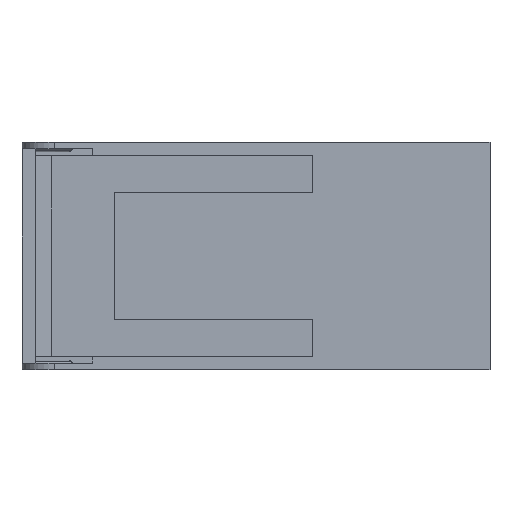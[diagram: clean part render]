
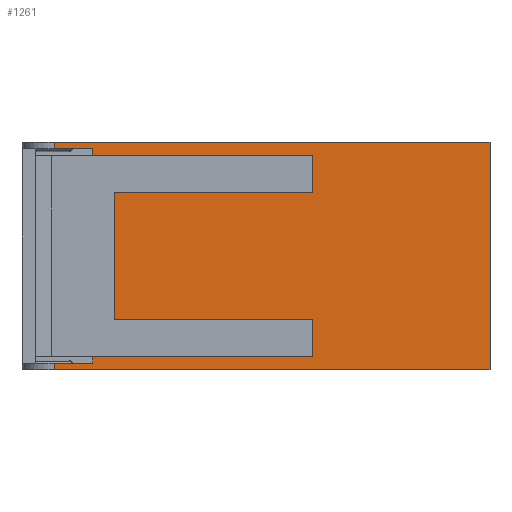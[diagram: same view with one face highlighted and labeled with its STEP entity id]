
A CAD part, top view. The second image highlights one B-rep face of the part: STEP entity #1261.
In plain terms, the highlighted planar face has unit normal (0, 0, 1).
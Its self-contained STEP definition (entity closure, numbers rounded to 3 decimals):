
#25=PLANE('',#1345);
#83=FACE_OUTER_BOUND('',#148,.T.);
#148=EDGE_LOOP('',(#909,#910,#911,#912,#913,#914,#915,#916,#917,#918,#919,
#920,#921,#922,#923,#924));
#222=LINE('',#1785,#391);
#223=LINE('',#1789,#392);
#224=LINE('',#1793,#393);
#235=LINE('',#1817,#404);
#236=LINE('',#1819,#405);
#237=LINE('',#1821,#406);
#238=LINE('',#1823,#407);
#239=LINE('',#1825,#408);
#240=LINE('',#1827,#409);
#241=LINE('',#1829,#410);
#242=LINE('',#1831,#411);
#243=LINE('',#1833,#412);
#244=LINE('',#1835,#413);
#245=LINE('',#1837,#414);
#246=LINE('',#1839,#415);
#247=LINE('',#1840,#416);
#391=VECTOR('',#1441,10.);
#392=VECTOR('',#1446,10.);
#393=VECTOR('',#1451,10.);
#404=VECTOR('',#1466,10.);
#405=VECTOR('',#1467,10.);
#406=VECTOR('',#1468,10.);
#407=VECTOR('',#1469,10.);
#408=VECTOR('',#1470,10.);
#409=VECTOR('',#1471,10.);
#410=VECTOR('',#1472,10.);
#411=VECTOR('',#1473,10.);
#412=VECTOR('',#1474,10.);
#413=VECTOR('',#1475,10.);
#414=VECTOR('',#1476,10.);
#415=VECTOR('',#1477,10.);
#416=VECTOR('',#1478,10.);
#574=VERTEX_POINT('',#1782);
#575=VERTEX_POINT('',#1784);
#576=VERTEX_POINT('',#1788);
#577=VERTEX_POINT('',#1792);
#588=VERTEX_POINT('',#1816);
#589=VERTEX_POINT('',#1818);
#590=VERTEX_POINT('',#1820);
#591=VERTEX_POINT('',#1822);
#592=VERTEX_POINT('',#1824);
#593=VERTEX_POINT('',#1826);
#594=VERTEX_POINT('',#1828);
#595=VERTEX_POINT('',#1830);
#596=VERTEX_POINT('',#1832);
#597=VERTEX_POINT('',#1834);
#598=VERTEX_POINT('',#1836);
#599=VERTEX_POINT('',#1838);
#699=EDGE_CURVE('',#575,#574,#222,.T.);
#701=EDGE_CURVE('',#575,#576,#223,.T.);
#703=EDGE_CURVE('',#577,#576,#224,.T.);
#715=EDGE_CURVE('',#588,#574,#235,.F.);
#716=EDGE_CURVE('',#588,#589,#236,.T.);
#717=EDGE_CURVE('',#590,#589,#237,.T.);
#718=EDGE_CURVE('',#591,#590,#238,.T.);
#719=EDGE_CURVE('',#591,#592,#239,.T.);
#720=EDGE_CURVE('',#592,#593,#240,.T.);
#721=EDGE_CURVE('',#593,#594,#241,.T.);
#722=EDGE_CURVE('',#594,#595,#242,.T.);
#723=EDGE_CURVE('',#595,#596,#243,.F.);
#724=EDGE_CURVE('',#596,#597,#244,.T.);
#725=EDGE_CURVE('',#597,#598,#245,.T.);
#726=EDGE_CURVE('',#598,#599,#246,.T.);
#727=EDGE_CURVE('',#599,#577,#247,.T.);
#909=ORIENTED_EDGE('',*,*,#701,.F.);
#910=ORIENTED_EDGE('',*,*,#699,.T.);
#911=ORIENTED_EDGE('',*,*,#715,.F.);
#912=ORIENTED_EDGE('',*,*,#716,.T.);
#913=ORIENTED_EDGE('',*,*,#717,.F.);
#914=ORIENTED_EDGE('',*,*,#718,.F.);
#915=ORIENTED_EDGE('',*,*,#719,.T.);
#916=ORIENTED_EDGE('',*,*,#720,.T.);
#917=ORIENTED_EDGE('',*,*,#721,.T.);
#918=ORIENTED_EDGE('',*,*,#722,.T.);
#919=ORIENTED_EDGE('',*,*,#723,.T.);
#920=ORIENTED_EDGE('',*,*,#724,.T.);
#921=ORIENTED_EDGE('',*,*,#725,.T.);
#922=ORIENTED_EDGE('',*,*,#726,.T.);
#923=ORIENTED_EDGE('',*,*,#727,.T.);
#924=ORIENTED_EDGE('',*,*,#703,.T.);
#1261=ADVANCED_FACE('',(#83),#25,.T.);
#1345=AXIS2_PLACEMENT_3D('',#1815,#1464,#1465);
#1441=DIRECTION('',(1.,0.,0.));
#1446=DIRECTION('',(0.,1.,0.));
#1451=DIRECTION('',(-1.,0.,0.));
#1464=DIRECTION('center_axis',(0.,0.,1.));
#1465=DIRECTION('ref_axis',(0.,-1.,0.));
#1466=DIRECTION('',(0.,1.,0.));
#1467=DIRECTION('',(-1.,0.,0.));
#1468=DIRECTION('',(0.,1.,0.));
#1469=DIRECTION('',(-1.,0.,0.));
#1470=DIRECTION('',(0.,-1.,0.));
#1471=DIRECTION('',(1.,0.,0.));
#1472=DIRECTION('',(0.,-1.,0.));
#1473=DIRECTION('',(-1.,0.,0.));
#1474=DIRECTION('',(0.,1.,0.));
#1475=DIRECTION('',(1.,0.,0.));
#1476=DIRECTION('',(0.,-1.,0.));
#1477=DIRECTION('',(-1.,0.,0.));
#1478=DIRECTION('',(0.,-1.,0.));
#1782=CARTESIAN_POINT('',(36.75,-16.2,9.6));
#1784=CARTESIAN_POINT('',(-3.2,-16.2,9.6));
#1785=CARTESIAN_POINT('',(35.5,-16.2,9.6));
#1788=CARTESIAN_POINT('',(-3.2,-15.6,9.6));
#1789=CARTESIAN_POINT('',(-3.2,-0.525,9.6));
#1792=CARTESIAN_POINT('',(0.3,-15.6,9.6));
#1793=CARTESIAN_POINT('',(16.9,-15.6,9.6));
#1815=CARTESIAN_POINT('Origin',(35.5,4.7,9.6));
#1816=CARTESIAN_POINT('',(36.75,4.7,9.6));
#1817=CARTESIAN_POINT('',(36.75,-0.525,9.6));
#1818=CARTESIAN_POINT('',(-3.2,4.7,9.6));
#1819=CARTESIAN_POINT('',(-4.2,4.7,9.6));
#1820=CARTESIAN_POINT('',(-3.2,4.1,9.6));
#1821=CARTESIAN_POINT('',(-3.2,-0.525,9.6));
#1822=CARTESIAN_POINT('',(0.3,4.1,9.6));
#1823=CARTESIAN_POINT('',(16.9,4.1,9.6));
#1824=CARTESIAN_POINT('',(0.3,3.5,9.6));
#1825=CARTESIAN_POINT('',(0.3,-3.95,9.6));
#1826=CARTESIAN_POINT('',(20.5,3.5,9.6));
#1827=CARTESIAN_POINT('',(7.325,3.5,9.6));
#1828=CARTESIAN_POINT('',(20.5,0.1,9.6));
#1829=CARTESIAN_POINT('',(20.5,4.1,9.6));
#1830=CARTESIAN_POINT('',(2.3,0.1,9.6));
#1831=CARTESIAN_POINT('',(19.75,0.1,9.6));
#1832=CARTESIAN_POINT('',(2.3,-11.6,9.6));
#1833=CARTESIAN_POINT('',(2.3,-5.75,9.6));
#1834=CARTESIAN_POINT('',(20.5,-11.6,9.6));
#1835=CARTESIAN_POINT('',(27.75,-11.6,9.6));
#1836=CARTESIAN_POINT('',(20.5,-15.,9.6));
#1837=CARTESIAN_POINT('',(20.5,-3.95,9.6));
#1838=CARTESIAN_POINT('',(0.3,-15.,9.6));
#1839=CARTESIAN_POINT('',(19.75,-15.,9.6));
#1840=CARTESIAN_POINT('',(0.3,-3.95,9.6));
